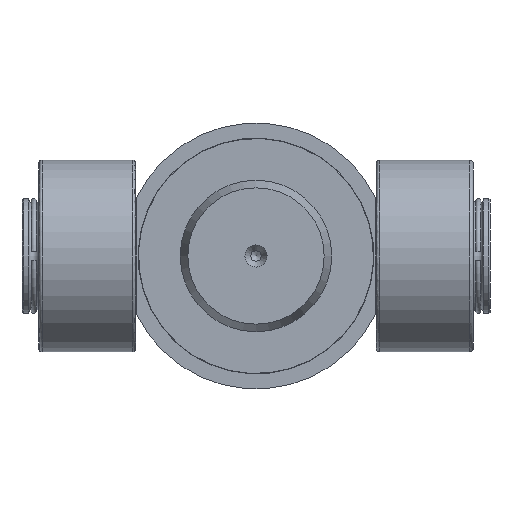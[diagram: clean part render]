
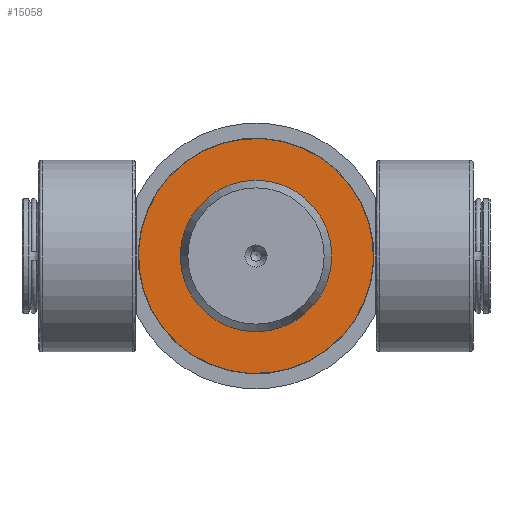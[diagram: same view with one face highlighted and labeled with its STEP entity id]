
A CAD part, front view. The second image highlights one B-rep face of the part: STEP entity #15058.
In plain terms, the highlighted face is planar.
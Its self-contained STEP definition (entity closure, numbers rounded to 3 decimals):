
#3989=PLANE('',#15925);
#4175=FACE_BOUND('',#5944,.T.);
#5004=FACE_OUTER_BOUND('',#5943,.T.);
#5943=EDGE_LOOP('',(#14198));
#5944=EDGE_LOOP('',(#14199));
#6156=CIRCLE('',#15908,41.753);
#6165=CIRCLE('',#15924,69.8);
#7631=VERTEX_POINT('',#31275);
#7640=VERTEX_POINT('',#31300);
#9819=EDGE_CURVE('',#7631,#7631,#6156,.T.);
#9828=EDGE_CURVE('',#7640,#7640,#6165,.T.);
#14198=ORIENTED_EDGE('',*,*,#9828,.F.);
#14199=ORIENTED_EDGE('',*,*,#9819,.T.);
#15058=ADVANCED_FACE('',(#5004,#4175),#3989,.T.);
#15908=AXIS2_PLACEMENT_3D('',#31276,#18696,#18697);
#15924=AXIS2_PLACEMENT_3D('',#31301,#18728,#18729);
#15925=AXIS2_PLACEMENT_3D('',#31302,#18730,#18731);
#18696=DIRECTION('center_axis',(0.,0.,-1.));
#18697=DIRECTION('ref_axis',(1.,0.,0.));
#18728=DIRECTION('center_axis',(0.,0.,-1.));
#18729=DIRECTION('ref_axis',(-1.,0.,0.));
#18730=DIRECTION('center_axis',(0.,0.,1.));
#18731=DIRECTION('ref_axis',(1.,0.,0.));
#31275=CARTESIAN_POINT('',(41.753,0.,12.));
#31276=CARTESIAN_POINT('Origin',(0.,0.,12.));
#31300=CARTESIAN_POINT('',(69.8,0.,12.));
#31301=CARTESIAN_POINT('Origin',(0.,0.,12.));
#31302=CARTESIAN_POINT('Origin',(0.,0.,
12.));
